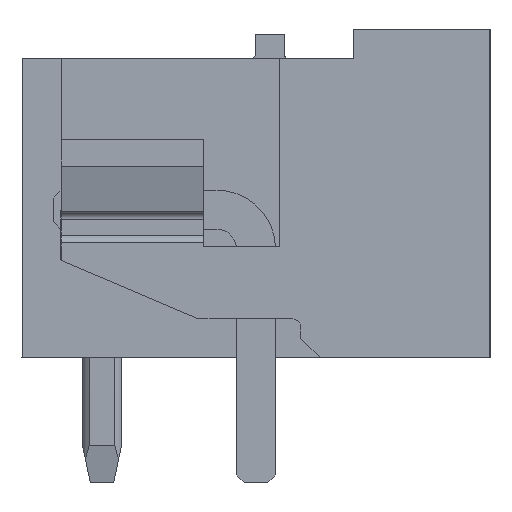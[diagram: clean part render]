
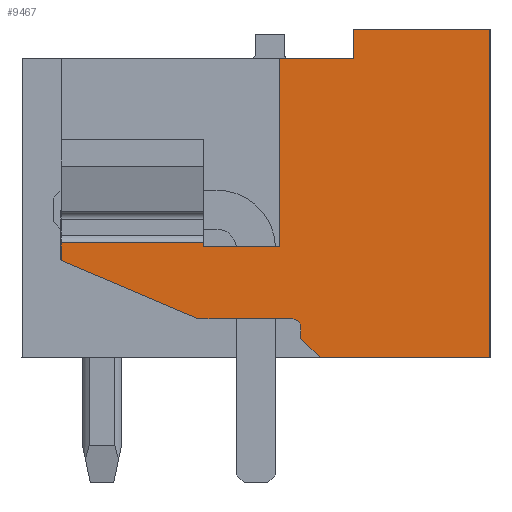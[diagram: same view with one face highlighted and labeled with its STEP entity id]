
A CAD part, left-side view. The second image highlights one B-rep face of the part: STEP entity #9467.
In plain terms, the highlighted planar face has unit normal (-1, 0, 0).
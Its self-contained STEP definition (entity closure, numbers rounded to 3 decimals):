
#9211=AXIS2_PLACEMENT_3D('Circle Axis2P3D',#9209,#9210,$) ;
#9438=AXIS2_PLACEMENT_3D('Plane Axis2P3D',#9435,#9436,#9437) ;
#269=CARTESIAN_POINT('Vertex',(0.,3.5,11.63)) ;
#272=CARTESIAN_POINT('Line Origine',(0.,1.75,11.63)) ;
#276=CARTESIAN_POINT('Vertex',(0.,0.,11.63)) ;
#823=CARTESIAN_POINT('Vertex',(0.,5.4,10.88)) ;
#826=CARTESIAN_POINT('Line Origine',(0.,4.45,10.88)) ;
#830=CARTESIAN_POINT('Vertex',(0.,3.5,10.88)) ;
#1211=CARTESIAN_POINT('Vertex',(0.,0.,3.2)) ;
#1214=CARTESIAN_POINT('Line Origine',(0.,2.177,3.2)) ;
#1218=CARTESIAN_POINT('Vertex',(0.,4.354,3.2)) ;
#4707=CARTESIAN_POINT('Line Origine',(0.,0.,7.415)) ;
#8759=CARTESIAN_POINT('Vertex',(0.,7.35,6.15)) ;
#8762=CARTESIAN_POINT('Line Origine',(0.,7.35,6.1)) ;
#8766=CARTESIAN_POINT('Vertex',(0.,7.35,6.05)) ;
#8873=CARTESIAN_POINT('Line Origine',(0.,9.175,6.15)) ;
#8877=CARTESIAN_POINT('Vertex',(0.,11.,6.15)) ;
#9099=CARTESIAN_POINT('Vertex',(0.,7.464,4.2)) ;
#9104=CARTESIAN_POINT('Line Origine',(0.,9.232,4.95)) ;
#9108=CARTESIAN_POINT('Vertex',(0.,11.,5.7)) ;
#9139=CARTESIAN_POINT('Vertex',(0.,5.054,4.2)) ;
#9144=CARTESIAN_POINT('Line Origine',(0.,6.259,4.2)) ;
#9204=CARTESIAN_POINT('Vertex',(0.,4.854,4.)) ;
#9209=CARTESIAN_POINT('Axis2P3D Location',(0.,5.054,4.)) ;
#9235=CARTESIAN_POINT('Vertex',(0.,4.854,3.7)) ;
#9240=CARTESIAN_POINT('Line Origine',(0.,4.854,3.85)) ;
#9262=CARTESIAN_POINT('Line Origine',(0.,4.604,3.45)) ;
#9288=CARTESIAN_POINT('Vertex',(0.,5.4,6.05)) ;
#9293=CARTESIAN_POINT('Line Origine',(0.,5.4,8.465)) ;
#9343=CARTESIAN_POINT('Line Origine',(0.,6.375,6.05)) ;
#9435=CARTESIAN_POINT('Axis2P3D Location',(0.,0.,0.)) ;
#9440=CARTESIAN_POINT('Line Origine',(0.,11.,5.925)) ;
#9445=CARTESIAN_POINT('Line Origine',(0.,3.5,11.255)) ;
#273=DIRECTION('Vector Direction',(0.,-1.,0.)) ;
#827=DIRECTION('Vector Direction',(0.,1.,0.)) ;
#1215=DIRECTION('Vector Direction',(0.,1.,0.)) ;
#4708=DIRECTION('Vector Direction',(0.,0.,-1.)) ;
#8763=DIRECTION('Vector Direction',(0.,0.,1.)) ;
#8874=DIRECTION('Vector Direction',(0.,1.,0.)) ;
#9105=DIRECTION('Vector Direction',(0.,-0.921,-0.391)) ;
#9145=DIRECTION('Vector Direction',(0.,-1.,0.)) ;
#9210=DIRECTION('Axis2P3D Direction',(-1.,0.,0.)) ;
#9241=DIRECTION('Vector Direction',(0.,0.,-1.)) ;
#9263=DIRECTION('Vector Direction',(0.,-0.707,-0.707)) ;
#9294=DIRECTION('Vector Direction',(0.,0.,1.)) ;
#9344=DIRECTION('Vector Direction',(0.,1.,0.)) ;
#9436=DIRECTION('Axis2P3D Direction',(-1.,0.,0.)) ;
#9437=DIRECTION('Axis2P3D XDirection',(0.,-1.,0.)) ;
#9441=DIRECTION('Vector Direction',(0.,0.,-1.)) ;
#9446=DIRECTION('Vector Direction',(0.,0.,1.)) ;
#274=VECTOR('Line Direction',#273,1.) ;
#828=VECTOR('Line Direction',#827,1.) ;
#1216=VECTOR('Line Direction',#1215,1.) ;
#4709=VECTOR('Line Direction',#4708,1.) ;
#8764=VECTOR('Line Direction',#8763,1.) ;
#8875=VECTOR('Line Direction',#8874,1.) ;
#9106=VECTOR('Line Direction',#9105,1.) ;
#9146=VECTOR('Line Direction',#9145,1.) ;
#9242=VECTOR('Line Direction',#9241,1.) ;
#9264=VECTOR('Line Direction',#9263,1.) ;
#9295=VECTOR('Line Direction',#9294,1.) ;
#9345=VECTOR('Line Direction',#9344,1.) ;
#9442=VECTOR('Line Direction',#9441,1.) ;
#9447=VECTOR('Line Direction',#9446,1.) ;
#9451=ORIENTED_EDGE('',*,*,#8768,.T.) ;
#9452=ORIENTED_EDGE('',*,*,#8879,.T.) ;
#9453=ORIENTED_EDGE('',*,*,#9444,.F.) ;
#9454=ORIENTED_EDGE('',*,*,#9110,.F.) ;
#9455=ORIENTED_EDGE('',*,*,#9148,.F.) ;
#9456=ORIENTED_EDGE('',*,*,#9213,.F.) ;
#9457=ORIENTED_EDGE('',*,*,#9244,.F.) ;
#9458=ORIENTED_EDGE('',*,*,#9266,.F.) ;
#9459=ORIENTED_EDGE('',*,*,#1220,.T.) ;
#9460=ORIENTED_EDGE('',*,*,#4711,.T.) ;
#9461=ORIENTED_EDGE('',*,*,#278,.T.) ;
#9462=ORIENTED_EDGE('',*,*,#9449,.T.) ;
#9463=ORIENTED_EDGE('',*,*,#832,.T.) ;
#9464=ORIENTED_EDGE('',*,*,#9297,.F.) ;
#9465=ORIENTED_EDGE('',*,*,#9347,.F.) ;
#9467=ADVANCED_FACE('Housing',(#9466),#9439,.T.) ;
#9212=CIRCLE('generated circle',#9211,0.2) ;
#278=EDGE_CURVE('',#277,#270,#275,.F.) ;
#832=EDGE_CURVE('',#831,#824,#829,.T.) ;
#1220=EDGE_CURVE('',#1219,#1212,#1217,.F.) ;
#4711=EDGE_CURVE('',#1212,#277,#4710,.F.) ;
#8768=EDGE_CURVE('',#8767,#8760,#8765,.T.) ;
#8879=EDGE_CURVE('',#8760,#8878,#8876,.T.) ;
#9110=EDGE_CURVE('',#9100,#9109,#9107,.F.) ;
#9148=EDGE_CURVE('',#9140,#9100,#9147,.F.) ;
#9213=EDGE_CURVE('',#9205,#9140,#9212,.T.) ;
#9244=EDGE_CURVE('',#9236,#9205,#9243,.F.) ;
#9266=EDGE_CURVE('',#1219,#9236,#9265,.F.) ;
#9297=EDGE_CURVE('',#9289,#824,#9296,.T.) ;
#9347=EDGE_CURVE('',#8767,#9289,#9346,.F.) ;
#9444=EDGE_CURVE('',#9109,#8878,#9443,.F.) ;
#9449=EDGE_CURVE('',#270,#831,#9448,.F.) ;
#9450=EDGE_LOOP('',(#9451,#9452,#9453,#9454,#9455,#9456,#9457,#9458,#9459,#9460,#9461,#9462,#9463,#9464,#9465)) ;
#9466=FACE_OUTER_BOUND('',#9450,.T.) ;
#275=LINE('Line',#272,#274) ;
#829=LINE('Line',#826,#828) ;
#1217=LINE('Line',#1214,#1216) ;
#4710=LINE('Line',#4707,#4709) ;
#8765=LINE('Line',#8762,#8764) ;
#8876=LINE('Line',#8873,#8875) ;
#9107=LINE('Line',#9104,#9106) ;
#9147=LINE('Line',#9144,#9146) ;
#9243=LINE('Line',#9240,#9242) ;
#9265=LINE('Line',#9262,#9264) ;
#9296=LINE('Line',#9293,#9295) ;
#9346=LINE('Line',#9343,#9345) ;
#9443=LINE('Line',#9440,#9442) ;
#9448=LINE('Line',#9445,#9447) ;
#9439=PLANE('',#9438) ;
#270=VERTEX_POINT('',#269) ;
#277=VERTEX_POINT('',#276) ;
#824=VERTEX_POINT('',#823) ;
#831=VERTEX_POINT('',#830) ;
#1212=VERTEX_POINT('',#1211) ;
#1219=VERTEX_POINT('',#1218) ;
#8760=VERTEX_POINT('',#8759) ;
#8767=VERTEX_POINT('',#8766) ;
#8878=VERTEX_POINT('',#8877) ;
#9100=VERTEX_POINT('',#9099) ;
#9109=VERTEX_POINT('',#9108) ;
#9140=VERTEX_POINT('',#9139) ;
#9205=VERTEX_POINT('',#9204) ;
#9236=VERTEX_POINT('',#9235) ;
#9289=VERTEX_POINT('',#9288) ;
